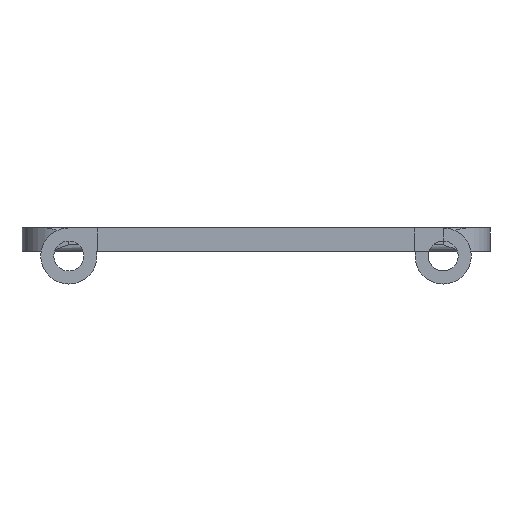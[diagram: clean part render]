
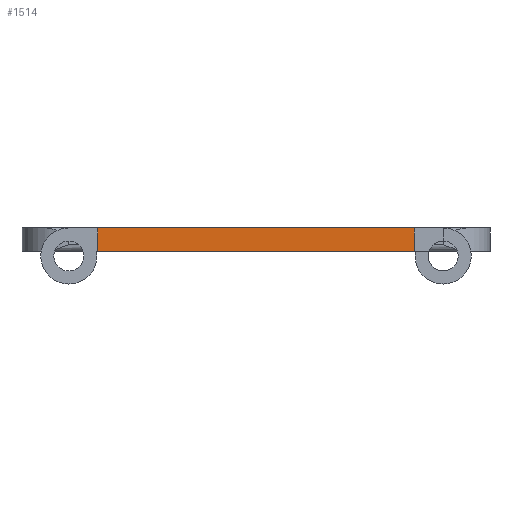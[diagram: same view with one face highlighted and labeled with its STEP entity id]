
A CAD part, front view. The second image highlights one B-rep face of the part: STEP entity #1514.
In plain terms, the highlighted planar face has unit normal (0, -1, 0).
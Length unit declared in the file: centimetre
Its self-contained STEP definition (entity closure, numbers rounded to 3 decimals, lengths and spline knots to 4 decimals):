
#178=PLANE($,#1709);
#252=FACE_OUTER_BOUND($,#477,.T.);
#477=EDGE_LOOP($,(#1346,#1347,#1348,#1349));
#498=LINE($,#2197,#552);
#517=LINE($,#2339,#571);
#536=LINE($,#2565,#590);
#537=LINE($,#2567,#591);
#552=VECTOR($,#1745,3.3797);
#571=VECTOR($,#1876,3.3797);
#590=VECTOR($,#2139,0.25);
#591=VECTOR($,#2142,0.25);
#724=VERTEX_POINT($,#2194);
#725=VERTEX_POINT($,#2196);
#791=VERTEX_POINT($,#2336);
#792=VERTEX_POINT($,#2338);
#875=EDGE_CURVE($,#724,#725,#498,.F.);
#946=EDGE_CURVE($,#791,#792,#517,.T.);
#1028=EDGE_CURVE($,#792,#724,#536,.F.);
#1029=EDGE_CURVE($,#791,#725,#537,.T.);
#1346=ORIENTED_EDGE($,*,*,#946,.F.);
#1347=ORIENTED_EDGE($,*,*,#1029,.T.);
#1348=ORIENTED_EDGE($,*,*,#875,.F.);
#1349=ORIENTED_EDGE($,*,*,#1028,.F.);
#1514=ADVANCED_FACE($,(#252),#178,.T.);
#1709=AXIS2_PLACEMENT_3D($,#2566,#2140,#2141);
#1745=DIRECTION($,(-1.,0.,0.));
#1876=DIRECTION($,(-1.,0.,0.));
#2139=DIRECTION($,(0.,0.,-1.));
#2140=DIRECTION('center_axis',(0.,-1.,0.));
#2141=DIRECTION('ref_axis',(1.,0.,0.));
#2142=DIRECTION($,(0.,0.,1.));
#2194=CARTESIAN_POINT('',(-12.0739,11.9791,0.25));
#2196=CARTESIAN_POINT('',(-8.6942,11.9791,0.25));
#2197=CARTESIAN_POINT($,(-11.2289,11.9791,0.25));
#2336=CARTESIAN_POINT('',(-8.6942,11.9791,0.));
#2338=CARTESIAN_POINT('',(-12.0739,11.9791,0.));
#2339=CARTESIAN_POINT($,(-11.2289,11.9791,0.));
#2565=CARTESIAN_POINT($,(-12.0739,11.9791,0.));
#2566=CARTESIAN_POINT('Origin',(-12.0739,11.9791,0.));
#2567=CARTESIAN_POINT($,(-8.6942,11.9791,0.));
